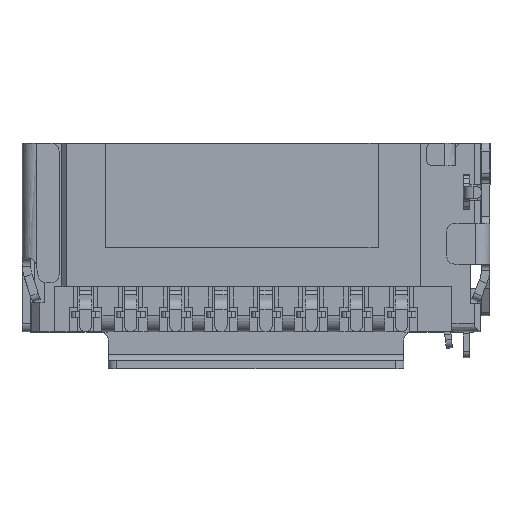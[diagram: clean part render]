
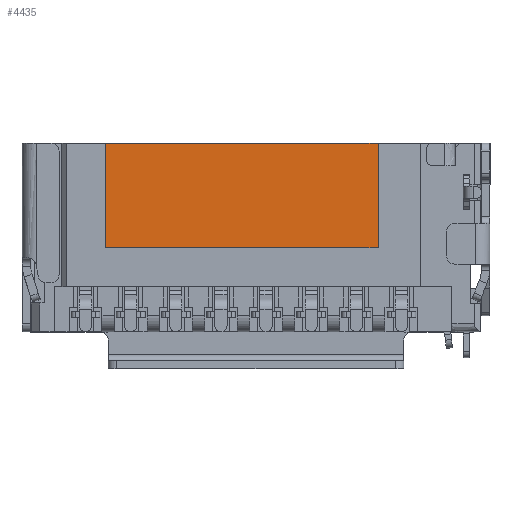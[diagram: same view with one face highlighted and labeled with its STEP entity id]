
A CAD part, top view. The second image highlights one B-rep face of the part: STEP entity #4435.
In plain terms, the highlighted free-form (B-spline) face has degree [1, 1] with [2, 2] control points.
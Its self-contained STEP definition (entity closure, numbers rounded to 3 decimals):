
#3452 = CARTESIAN_POINT ( 'NONE',  ( 3.108, 1.999, -0.1 ) ) ;
#3547 = EDGE_CURVE ( 'NONE', #31044, #37111, #11754, .T. ) ;
#4268 = CARTESIAN_POINT ( 'NONE',  ( 2.975, 4.6, -0.1 ) ) ;
#4435 = ADVANCED_FACE ( 'NONE', ( #26786 ), #33252, .T. ) ;
#4850 = ORIENTED_EDGE ( 'NONE', *, *, #11614, .F. ) ;
#7827 = CARTESIAN_POINT ( 'NONE',  ( -3.675, 2.05, -0.1 ) ) ;
#9737 = CARTESIAN_POINT ( 'NONE',  ( -3.675, 4.6, -0.1 ) ) ;
#10369 = DIRECTION ( 'NONE',  ( 1., 0., 0. ) ) ;
#11482 = ORIENTED_EDGE ( 'NONE', *, *, #28784, .F. ) ;
#11614 = EDGE_CURVE ( 'NONE', #37111, #18907, #37816, .T. ) ;
#11754 = LINE ( 'NONE', #24823, #30779 ) ;
#12514 = VECTOR ( 'NONE', #10369, 1000. ) ;
#15246 = ORIENTED_EDGE ( 'NONE', *, *, #3547, .F. ) ;
#15517 = CARTESIAN_POINT ( 'NONE',  ( 2.975, 4.6, -0.1 ) ) ;
#16493 = CARTESIAN_POINT ( 'NONE',  ( -3.808, 1.999, -0.1 ) ) ;
#18907 = VERTEX_POINT ( 'NONE', #26179 ) ;
#19390 = LINE ( 'NONE', #9737, #12514 ) ;
#20956 = DIRECTION ( 'NONE',  ( 0., -1., 0. ) ) ;
#21597 = DIRECTION ( 'NONE',  ( -1., 0., 0. ) ) ;
#22891 = EDGE_CURVE ( 'NONE', #18907, #30481, #19390, .T. ) ;
#24823 = CARTESIAN_POINT ( 'NONE',  ( 2.975, 2.05, -0.1 ) ) ;
#25939 = CARTESIAN_POINT ( 'NONE',  ( -3.808, 4.651, -0.1 ) ) ;
#26155 = CARTESIAN_POINT ( 'NONE',  ( 3.108, 4.651, -0.1 ) ) ;
#26179 = CARTESIAN_POINT ( 'NONE',  ( -3.675, 4.6, -0.1 ) ) ;
#26786 = FACE_OUTER_BOUND ( 'NONE', #41174, .T. ) ;
#28784 = EDGE_CURVE ( 'NONE', #30481, #31044, #37484, .T. ) ;
#30481 = VERTEX_POINT ( 'NONE', #15517 ) ;
#30779 = VECTOR ( 'NONE', #21597, 1000. ) ;
#31044 = VERTEX_POINT ( 'NONE', #37525 ) ;
#32437 = VECTOR ( 'NONE', #34800, 1000. ) ;
#33252 = B_SPLINE_SURFACE_WITH_KNOTS ( 'NONE', 1, 1, ( 
 ( #26155, #3452 ),
 ( #25939, #16493 ) ),
 .UNSPECIFIED., .F., .F., .F.,
 ( 2, 2 ),
 ( 2, 2 ),
 ( -3.458, 3.458 ),
 ( -1.326, 1.326 ),
 .UNSPECIFIED. ) ;
#34618 = VECTOR ( 'NONE', #20956, 1000. ) ;
#34800 = DIRECTION ( 'NONE',  ( 0., 1., 0. ) ) ;
#36598 = ORIENTED_EDGE ( 'NONE', *, *, #22891, .F. ) ;
#37111 = VERTEX_POINT ( 'NONE', #7827 ) ;
#37484 = LINE ( 'NONE', #4268, #34618 ) ;
#37525 = CARTESIAN_POINT ( 'NONE',  ( 2.975, 2.05, -0.1 ) ) ;
#37816 = LINE ( 'NONE', #38028, #32437 ) ;
#38028 = CARTESIAN_POINT ( 'NONE',  ( -3.675, 2.05, -0.1 ) ) ;
#41174 = EDGE_LOOP ( 'NONE', ( #36598, #4850, #15246, #11482 ) ) ;
